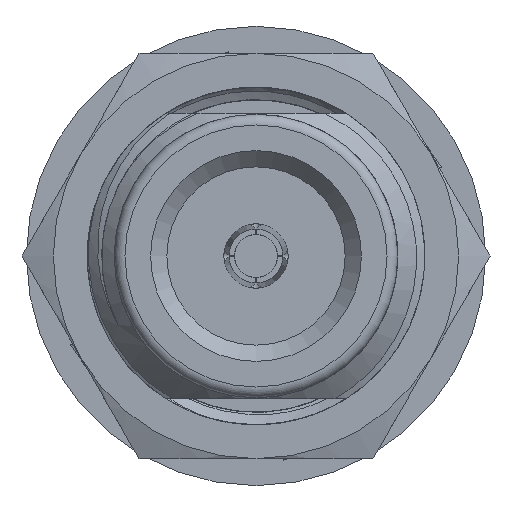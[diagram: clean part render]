
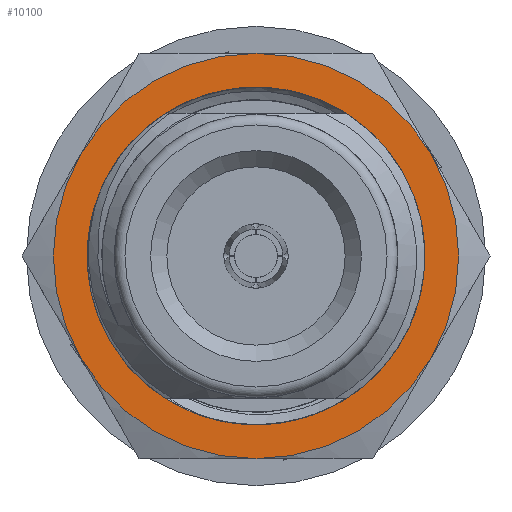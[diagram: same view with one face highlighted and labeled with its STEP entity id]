
A CAD part, left-side view. The second image highlights one B-rep face of the part: STEP entity #10100.
In plain terms, the highlighted planar face has unit normal (-1, 0, 0).
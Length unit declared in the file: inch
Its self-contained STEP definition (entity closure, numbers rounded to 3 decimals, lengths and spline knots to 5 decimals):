
#661 = VERTEX_POINT ( 'NONE', #21318 ) ;
#2014 = CIRCLE ( 'NONE', #42491, 0.375 ) ;
#2469 = DIRECTION ( 'NONE',  ( 0., -0.5, 0.866 ) ) ;
#2906 = DIRECTION ( 'NONE',  ( 1., 0., 0. ) ) ;
#3880 = DIRECTION ( 'NONE',  ( 0., -0.5, 0.866 ) ) ;
#4032 = CARTESIAN_POINT ( 'NONE',  ( 0.29314, 0., 0. ) ) ;
#4039 = EDGE_LOOP ( 'NONE', ( #10276, #40468 ) ) ;
#4882 = ORIENTED_EDGE ( 'NONE', *, *, #55668, .T. ) ;
#5554 = CARTESIAN_POINT ( 'NONE',  ( 0.29314, 0., 0. ) ) ;
#6738 = CARTESIAN_POINT ( 'NONE',  ( 0.29314, 0., 0. ) ) ;
#9949 = CARTESIAN_POINT ( 'NONE',  ( 0.29314, -0.32476, 0.1875 ) ) ;
#10100 = ADVANCED_FACE ( 'NONE', ( #56621, #55481 ), #66937, .F. ) ;
#10276 = ORIENTED_EDGE ( 'NONE', *, *, #70685, .T. ) ;
#10862 = EDGE_CURVE ( 'NONE', #47289, #55954, #53384, .T. ) ;
#11721 = DIRECTION ( 'NONE',  ( 0., -0.5, 0.866 ) ) ;
#14180 = AXIS2_PLACEMENT_3D ( 'NONE', #52742, #53510, #58872 ) ;
#14555 = EDGE_CURVE ( 'NONE', #26301, #28106, #65612, .T. ) ;
#15170 = DIRECTION ( 'NONE',  ( 0., 1., 0. ) ) ;
#15182 = CARTESIAN_POINT ( 'NONE',  ( 0.29314, 0., 0. ) ) ;
#15425 = CIRCLE ( 'NONE', #73012, 0.375 ) ;
#20226 = AXIS2_PLACEMENT_3D ( 'NONE', #4032, #2906, #15170 ) ;
#20287 = AXIS2_PLACEMENT_3D ( 'NONE', #52395, #64643, #29703 ) ;
#20952 = VERTEX_POINT ( 'NONE', #30258 ) ;
#21318 = CARTESIAN_POINT ( 'NONE',  ( 0.29314, -0.32476, -0.1875 ) ) ;
#22098 = DIRECTION ( 'NONE',  ( 0., -0.5, 0.866 ) ) ;
#22640 = CIRCLE ( 'NONE', #44737, 0.375 ) ;
#25759 = EDGE_CURVE ( 'NONE', #63502, #65930, #65446, .T. ) ;
#26301 = VERTEX_POINT ( 'NONE', #58850 ) ;
#27829 = DIRECTION ( 'NONE',  ( 1., 0., 0. ) ) ;
#28106 = VERTEX_POINT ( 'NONE', #69043 ) ;
#28536 = ORIENTED_EDGE ( 'NONE', *, *, #14555, .T. ) ;
#28917 = DIRECTION ( 'NONE',  ( -1., 0., 0. ) ) ;
#29283 = ORIENTED_EDGE ( 'NONE', *, *, #45699, .F. ) ;
#29703 = DIRECTION ( 'NONE',  ( 0., -0.5, 0.866 ) ) ;
#30114 = DIRECTION ( 'NONE',  ( -1., 0., 0. ) ) ;
#30258 = CARTESIAN_POINT ( 'NONE',  ( 0.29314, 0.32476, 0.1875 ) ) ;
#30705 = CARTESIAN_POINT ( 'NONE',  ( 0.29314, 0.11635, -0.29003 ) ) ;
#30826 = ORIENTED_EDGE ( 'NONE', *, *, #33026, .T. ) ;
#31502 = CARTESIAN_POINT ( 'NONE',  ( 0.29314, 0.28735, -0.12282 ) ) ;
#33026 = EDGE_CURVE ( 'NONE', #20952, #26301, #22640, .T. ) ;
#36543 = CIRCLE ( 'NONE', #64765, 0.375 ) ;
#36613 = DIRECTION ( 'NONE',  ( 0., -0.5, 0.866 ) ) ;
#37385 = DIRECTION ( 'NONE',  ( 0., -0.5, 0.866 ) ) ;
#37697 = DIRECTION ( 'NONE',  ( -1., 0., 0. ) ) ;
#38487 = AXIS2_PLACEMENT_3D ( 'NONE', #69997, #27829, #22098 ) ;
#39307 = EDGE_LOOP ( 'NONE', ( #67081, #4882, #30826, #28536, #74635, #29283 ) ) ;
#40468 = ORIENTED_EDGE ( 'NONE', *, *, #25759, .T. ) ;
#42491 = AXIS2_PLACEMENT_3D ( 'NONE', #71141, #37697, #2469 ) ;
#44737 = AXIS2_PLACEMENT_3D ( 'NONE', #6738, #30114, #36613 ) ;
#44956 = DIRECTION ( 'NONE',  ( 1., 0., 0. ) ) ;
#45699 = EDGE_CURVE ( 'NONE', #47289, #661, #15425, .T. ) ;
#47289 = VERTEX_POINT ( 'NONE', #9949 ) ;
#52395 = CARTESIAN_POINT ( 'NONE',  ( 0.29314, 0., 0. ) ) ;
#52742 = CARTESIAN_POINT ( 'NONE',  ( 0.29314, 0., 0. ) ) ;
#53384 = CIRCLE ( 'NONE', #14180, 0.375 ) ;
#53510 = DIRECTION ( 'NONE',  ( -1., 0., 0. ) ) ;
#55481 = FACE_OUTER_BOUND ( 'NONE', #39307, .T. ) ;
#55668 = EDGE_CURVE ( 'NONE', #55954, #20952, #2014, .T. ) ;
#55954 = VERTEX_POINT ( 'NONE', #73883 ) ;
#56621 = FACE_BOUND ( 'NONE', #4039, .T. ) ;
#57419 = AXIS2_PLACEMENT_3D ( 'NONE', #15182, #61587, #37385 ) ;
#58850 = CARTESIAN_POINT ( 'NONE',  ( 0.29314, 0.32476, -0.1875 ) ) ;
#58872 = DIRECTION ( 'NONE',  ( 0., -0.5, 0.866 ) ) ;
#61587 = DIRECTION ( 'NONE',  ( 1., 0., 0. ) ) ;
#63502 = VERTEX_POINT ( 'NONE', #31502 ) ;
#64643 = DIRECTION ( 'NONE',  ( -1., 0., 0. ) ) ;
#64765 = AXIS2_PLACEMENT_3D ( 'NONE', #5554, #28917, #11721 ) ;
#65446 = CIRCLE ( 'NONE', #38487, 0.3125 ) ;
#65612 = CIRCLE ( 'NONE', #20287, 0.375 ) ;
#65930 = VERTEX_POINT ( 'NONE', #30705 ) ;
#65967 = CIRCLE ( 'NONE', #57419, 0.3125 ) ;
#66937 = PLANE ( 'NONE',  #20226 ) ;
#67081 = ORIENTED_EDGE ( 'NONE', *, *, #10862, .T. ) ;
#69043 = CARTESIAN_POINT ( 'NONE',  ( 0.29314, 0., -0.375 ) ) ;
#69997 = CARTESIAN_POINT ( 'NONE',  ( 0.29314, 0., 0. ) ) ;
#70095 = CARTESIAN_POINT ( 'NONE',  ( 0.29314, 0., 0. ) ) ;
#70685 = EDGE_CURVE ( 'NONE', #65930, #63502, #65967, .T. ) ;
#71141 = CARTESIAN_POINT ( 'NONE',  ( 0.29314, 0., 0. ) ) ;
#71648 = EDGE_CURVE ( 'NONE', #28106, #661, #36543, .T. ) ;
#73012 = AXIS2_PLACEMENT_3D ( 'NONE', #70095, #44956, #3880 ) ;
#73883 = CARTESIAN_POINT ( 'NONE',  ( 0.29314, 0., 0.375 ) ) ;
#74635 = ORIENTED_EDGE ( 'NONE', *, *, #71648, .T. ) ;
